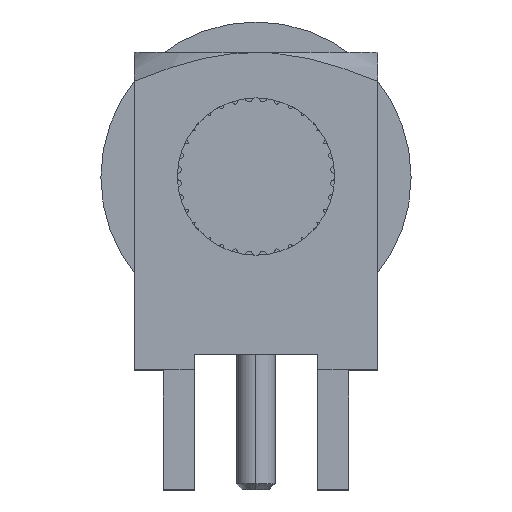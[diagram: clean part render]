
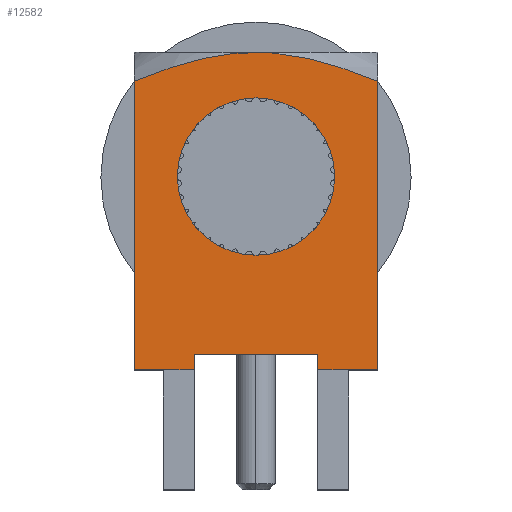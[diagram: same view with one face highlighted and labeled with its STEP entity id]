
A CAD part, top view. The second image highlights one B-rep face of the part: STEP entity #12582.
In plain terms, the highlighted planar face has unit normal (0, 0, 1).
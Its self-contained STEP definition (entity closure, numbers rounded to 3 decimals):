
#41=CARTESIAN_POINT('',(-4.,13.423,4.));
#145=DIRECTION('',(0.,1.,0.));
#146=VECTOR('',#145,9.479);
#147=CARTESIAN_POINT('',(4.,3.94,4.));
#148=LINE('',#147,#146);
#291=CARTESIAN_POINT('',(4.,13.419,4.));
#292=CARTESIAN_POINT('',(3.836,13.486,4.));
#293=CARTESIAN_POINT('',(3.522,13.611,4.));
#294=CARTESIAN_POINT('',(3.097,13.767,4.));
#295=CARTESIAN_POINT('',(2.706,13.899,4.));
#296=CARTESIAN_POINT('',(2.337,14.013,4.));
#297=CARTESIAN_POINT('',(1.986,14.109,4.));
#298=CARTESIAN_POINT('',(1.645,14.191,4.));
#299=CARTESIAN_POINT('',(1.312,14.258,4.));
#300=CARTESIAN_POINT('',(0.982,14.31,4.));
#301=CARTESIAN_POINT('',(0.654,14.349,4.));
#302=CARTESIAN_POINT('',(0.326,14.372,4.));
#303=CARTESIAN_POINT('',(-0.002,14.38,4.));
#304=CARTESIAN_POINT('',(-0.33,14.372,4.));
#305=CARTESIAN_POINT('',(-0.657,14.349,4.));
#306=CARTESIAN_POINT('',(-0.986,14.311,4.));
#307=CARTESIAN_POINT('',(-1.315,14.259,4.));
#308=CARTESIAN_POINT('',(-1.649,14.192,4.));
#309=CARTESIAN_POINT('',(-1.989,14.111,4.));
#310=CARTESIAN_POINT('',(-2.34,14.015,4.));
#311=CARTESIAN_POINT('',(-2.708,13.902,4.));
#312=CARTESIAN_POINT('',(-3.099,13.769,4.));
#313=CARTESIAN_POINT('',(-3.523,13.614,4.));
#314=CARTESIAN_POINT('',(-3.836,13.49,4.));
#315=CARTESIAN_POINT('',(-4.,13.423,4.));
#317=DIRECTION('',(1.,0.,0.));
#318=VECTOR('',#317,1.97);
#319=CARTESIAN_POINT('',(2.03,3.94,4.));
#320=LINE('',#319,#318);
#321=DIRECTION('',(0.,1.,0.));
#322=VECTOR('',#321,0.5);
#323=CARTESIAN_POINT('',(2.03,3.94,4.));
#324=LINE('',#323,#322);
#325=DIRECTION('',(1.,0.,0.));
#326=VECTOR('',#325,4.06);
#327=CARTESIAN_POINT('',(-2.03,4.44,4.));
#328=LINE('',#327,#326);
#329=DIRECTION('',(0.,1.,0.));
#330=VECTOR('',#329,0.5);
#331=CARTESIAN_POINT('',(-2.03,3.94,4.));
#332=LINE('',#331,#330);
#333=DIRECTION('',(1.,0.,0.));
#334=VECTOR('',#333,1.97);
#335=CARTESIAN_POINT('',(-4.,3.94,4.));
#336=LINE('',#335,#334);
#337=DIRECTION('',(0.,1.,0.));
#338=VECTOR('',#337,9.483);
#339=CARTESIAN_POINT('',(-4.,3.94,4.));
#340=LINE('',#339,#338);
#341=CARTESIAN_POINT('',(0.,10.29,4.));
#342=DIRECTION('',(0.,0.,1.));
#343=DIRECTION('',(1.,0.,0.));
#344=AXIS2_PLACEMENT_3D('',#341,#342,#343);
#346=CARTESIAN_POINT('',(0.,10.29,4.));
#347=DIRECTION('',(0.,0.,1.));
#348=DIRECTION('',(-1.,0.,0.));
#349=AXIS2_PLACEMENT_3D('',#346,#347,#348);
#10747=CARTESIAN_POINT('',(-2.03,4.44,4.));
#10748=CARTESIAN_POINT('',(2.03,4.44,4.));
#10749=VERTEX_POINT('',#10747);
#10750=VERTEX_POINT('',#10748);
#10804=CARTESIAN_POINT('',(-4.,3.94,4.));
#10806=VERTEX_POINT('',#10804);
#10807=CARTESIAN_POINT('',(-2.03,3.94,4.));
#10808=VERTEX_POINT('',#10807);
#10809=CARTESIAN_POINT('',(2.03,3.94,4.));
#10810=CARTESIAN_POINT('',(4.,3.94,4.));
#10811=VERTEX_POINT('',#10809);
#10812=VERTEX_POINT('',#10810);
#10847=CARTESIAN_POINT('',(2.585,10.29,4.));
#10848=CARTESIAN_POINT('',(-2.585,10.29,4.));
#10849=VERTEX_POINT('',#10847);
#10850=VERTEX_POINT('',#10848);
#10851=VERTEX_POINT('',#41);
#10855=VERTEX_POINT('',#291);
#12559=CARTESIAN_POINT('',(-4.,0.,4.));
#12560=DIRECTION('',(0.,0.,1.));
#12561=DIRECTION('',(1.,0.,0.));
#12562=AXIS2_PLACEMENT_3D('',#12559,#12560,#12561);
#12563=PLANE('',#12562);
#12564=ORIENTED_EDGE('',*,*,#12387,.F.);
#12565=ORIENTED_EDGE('',*,*,#12415,.F.);
#12567=ORIENTED_EDGE('',*,*,#12566,.F.);
#12569=ORIENTED_EDGE('',*,*,#12568,.T.);
#12570=ORIENTED_EDGE('',*,*,#12520,.F.);
#12571=ORIENTED_EDGE('',*,*,#12550,.F.);
#12572=ORIENTED_EDGE('',*,*,#12344,.F.);
#12573=ORIENTED_EDGE('',*,*,#12361,.T.);
#12574=EDGE_LOOP('',(#12564,#12565,#12567,#12569,#12570,#12571,#12572,#12573));
#12575=FACE_OUTER_BOUND('',#12574,.F.);
#12577=ORIENTED_EDGE('',*,*,#12576,.T.);
#12579=ORIENTED_EDGE('',*,*,#12578,.T.);
#12580=EDGE_LOOP('',(#12577,#12579));
#12581=FACE_BOUND('',#12580,.F.);
#12582=ADVANCED_FACE('',(#12575,#12581),#12563,.T.);
#316=B_SPLINE_CURVE_WITH_KNOTS('',3,(#291,#292,#293,#294,#295,#296,#297,#298,
#299,#300,#301,#302,#303,#304,#305,#306,#307,#308,#309,#310,#311,#312,#313,#314,
#315),.UNSPECIFIED.,.F.,.F.,(4,1,1,1,1,1,1,1,1,1,1,1,1,1,1,1,1,1,1,1,1,1,4),(
0.,0.045,0.091,0.136,0.182,
0.227,0.273,0.318,0.364,
0.409,0.455,0.5,0.545,0.591,
0.636,0.682,0.727,0.773,
0.818,0.864,0.909,0.955,1.),
.UNSPECIFIED.);
#345=CIRCLE('',#344,2.585);
#350=CIRCLE('',#349,2.585);
#12344=EDGE_CURVE('',#10806,#10808,#336,.T.);
#12361=EDGE_CURVE('',#10806,#10851,#340,.T.);
#12387=EDGE_CURVE('',#10855,#10851,#316,.T.);
#12415=EDGE_CURVE('',#10812,#10855,#148,.T.);
#12520=EDGE_CURVE('',#10749,#10750,#328,.T.);
#12550=EDGE_CURVE('',#10808,#10749,#332,.T.);
#12566=EDGE_CURVE('',#10811,#10812,#320,.T.);
#12568=EDGE_CURVE('',#10811,#10750,#324,.T.);
#12576=EDGE_CURVE('',#10849,#10850,#345,.T.);
#12578=EDGE_CURVE('',#10850,#10849,#350,.T.);
